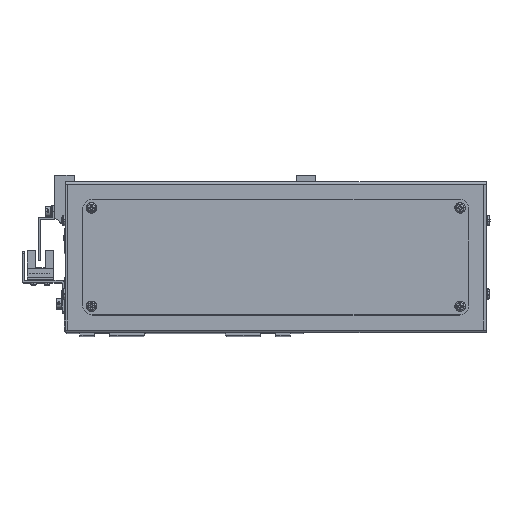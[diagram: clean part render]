
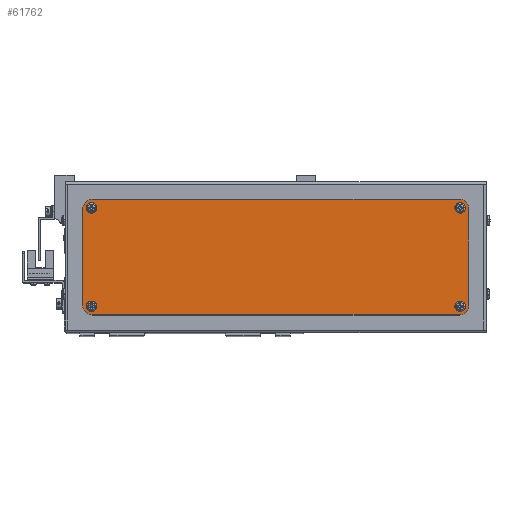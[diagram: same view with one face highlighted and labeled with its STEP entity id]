
A CAD part, top view. The second image highlights one B-rep face of the part: STEP entity #61762.
In plain terms, the highlighted planar face has unit normal (0, 0, 1).
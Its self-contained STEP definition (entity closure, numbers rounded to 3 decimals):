
#1540 = CARTESIAN_POINT ( 'NONE',  ( 97.2, 25.5, 2. ) ) ;
#2420 = DIRECTION ( 'NONE',  ( 1., 0., 0. ) ) ;
#2534 = VERTEX_POINT ( 'NONE', #13140 ) ;
#2805 = AXIS2_PLACEMENT_3D ( 'NONE', #66605, #34567, #2420 ) ;
#3048 = DIRECTION ( 'NONE',  ( 1., 0., 0. ) ) ;
#3111 = ORIENTED_EDGE ( 'NONE', *, *, #9887, .T. ) ;
#3314 = EDGE_CURVE ( 'NONE', #51920, #15865, #50126, .T. ) ;
#3674 = CARTESIAN_POINT ( 'NONE',  ( -95.5, 25.5, 2. ) ) ;
#4376 = VECTOR ( 'NONE', #47481, 1000. ) ;
#4719 = FACE_BOUND ( 'NONE', #31156, .T. ) ;
#4835 = AXIS2_PLACEMENT_3D ( 'NONE', #15773, #53264, #21227 ) ;
#5100 = DIRECTION ( 'NONE',  ( 1., 0., 0. ) ) ;
#5572 = CIRCLE ( 'NONE', #2805, 5. ) ;
#5883 = ORIENTED_EDGE ( 'NONE', *, *, #27831, .F. ) ;
#6421 = FACE_BOUND ( 'NONE', #53536, .T. ) ;
#6596 = CIRCLE ( 'NONE', #20051, 1.7 ) ;
#7368 = VECTOR ( 'NONE', #41609, 1000. ) ;
#7630 = VERTEX_POINT ( 'NONE', #65348 ) ;
#7783 = CIRCLE ( 'NONE', #4835, 1.7 ) ;
#8199 = VERTEX_POINT ( 'NONE', #40776 ) ;
#8201 = CIRCLE ( 'NONE', #62003, 5. ) ;
#8364 = ORIENTED_EDGE ( 'NONE', *, *, #64023, .F. ) ;
#8602 = ORIENTED_EDGE ( 'NONE', *, *, #62474, .F. ) ;
#8928 = CARTESIAN_POINT ( 'NONE',  ( 95.5, 25.5, 2. ) ) ;
#9091 = DIRECTION ( 'NONE',  ( 1., 0., 0. ) ) ;
#9172 = CARTESIAN_POINT ( 'NONE',  ( -95.5, 25.5, 2. ) ) ;
#9534 = CARTESIAN_POINT ( 'NONE',  ( -100., -25., 2. ) ) ;
#9790 = CARTESIAN_POINT ( 'NONE',  ( 100., 25., 2. ) ) ;
#9887 = EDGE_CURVE ( 'NONE', #20463, #51920, #5572, .T. ) ;
#10002 = CARTESIAN_POINT ( 'NONE',  ( 95., -30., 2. ) ) ;
#10883 = AXIS2_PLACEMENT_3D ( 'NONE', #12633, #50162, #18058 ) ;
#10949 = AXIS2_PLACEMENT_3D ( 'NONE', #29085, #66495, #34458 ) ;
#11193 = CIRCLE ( 'NONE', #10949, 5. ) ;
#11972 = ORIENTED_EDGE ( 'NONE', *, *, #31301, .T. ) ;
#12413 = VECTOR ( 'NONE', #15377, 1000. ) ;
#12633 = CARTESIAN_POINT ( 'NONE',  ( 95., 25., 2. ) ) ;
#12950 = AXIS2_PLACEMENT_3D ( 'NONE', #50715, #18631, #56085 ) ;
#13140 = CARTESIAN_POINT ( 'NONE',  ( -93.8, -25.5, 2. ) ) ;
#14285 = DIRECTION ( 'NONE',  ( 1., 0., 0. ) ) ;
#14518 = DIRECTION ( 'NONE',  ( 1., 0., 0. ) ) ;
#15200 = EDGE_CURVE ( 'NONE', #7630, #32631, #7783, .T. ) ;
#15377 = DIRECTION ( 'NONE',  ( -1., 0., 0. ) ) ;
#15687 = CARTESIAN_POINT ( 'NONE',  ( -97.2, -25.5, 2. ) ) ;
#15773 = CARTESIAN_POINT ( 'NONE',  ( 95.5, -25.5, 2. ) ) ;
#15865 = VERTEX_POINT ( 'NONE', #54586 ) ;
#17379 = AXIS2_PLACEMENT_3D ( 'NONE', #8928, #46416, #14285 ) ;
#18058 = DIRECTION ( 'NONE',  ( 1., 0., 0. ) ) ;
#18284 = EDGE_CURVE ( 'NONE', #15865, #64613, #8201, .T. ) ;
#18631 = DIRECTION ( 'NONE',  ( 0., 0., 1. ) ) ;
#19842 = EDGE_CURVE ( 'NONE', #60797, #36467, #24791, .T. ) ;
#20051 = AXIS2_PLACEMENT_3D ( 'NONE', #9172, #46645, #14518 ) ;
#20122 = AXIS2_PLACEMENT_3D ( 'NONE', #3674, #41162, #9091 ) ;
#20463 = VERTEX_POINT ( 'NONE', #38530 ) ;
#20476 = ORIENTED_EDGE ( 'NONE', *, *, #18284, .T. ) ;
#20576 = CARTESIAN_POINT ( 'NONE',  ( 93.8, 25.5, 2. ) ) ;
#20736 = ORIENTED_EDGE ( 'NONE', *, *, #56233, .F. ) ;
#20880 = ORIENTED_EDGE ( 'NONE', *, *, #63945, .F. ) ;
#21227 = DIRECTION ( 'NONE',  ( 1., 0., 0. ) ) ;
#23359 = DIRECTION ( 'NONE',  ( 0., 0., 1. ) ) ;
#24006 = CARTESIAN_POINT ( 'NONE',  ( -95., -30., 2. ) ) ;
#24057 = CARTESIAN_POINT ( 'NONE',  ( 100., -25., 2. ) ) ;
#24791 = CIRCLE ( 'NONE', #10883, 5. ) ;
#24793 = EDGE_CURVE ( 'NONE', #52474, #49817, #11193, .T. ) ;
#26722 = LINE ( 'NONE', #42090, #12413 ) ;
#27420 = VERTEX_POINT ( 'NONE', #15687 ) ;
#27831 = EDGE_CURVE ( 'NONE', #46018, #8199, #29524, .T. ) ;
#27931 = VERTEX_POINT ( 'NONE', #20576 ) ;
#27958 = EDGE_CURVE ( 'NONE', #64613, #52474, #34624, .T. ) ;
#28941 = VECTOR ( 'NONE', #47282, 1000. ) ;
#29085 = CARTESIAN_POINT ( 'NONE',  ( 95., -25., 2. ) ) ;
#29248 = DIRECTION ( 'NONE',  ( 1., 0., 0. ) ) ;
#29524 = CIRCLE ( 'NONE', #20122, 1.7 ) ;
#30310 = CARTESIAN_POINT ( 'NONE',  ( 95.5, -25.5, 2. ) ) ;
#31156 = EDGE_LOOP ( 'NONE', ( #47037, #49294 ) ) ;
#31301 = EDGE_CURVE ( 'NONE', #36467, #20463, #26722, .T. ) ;
#32631 = VERTEX_POINT ( 'NONE', #68743 ) ;
#34458 = DIRECTION ( 'NONE',  ( 1., 0., 0. ) ) ;
#34485 = CIRCLE ( 'NONE', #35448, 1.7 ) ;
#34567 = DIRECTION ( 'NONE',  ( 0., 0., 1. ) ) ;
#34624 = LINE ( 'NONE', #10002, #4376 ) ;
#35195 = DIRECTION ( 'NONE',  ( 0., 0., 1. ) ) ;
#35448 = AXIS2_PLACEMENT_3D ( 'NONE', #67234, #35195, #3048 ) ;
#35683 = DIRECTION ( 'NONE',  ( 1., 0., 0. ) ) ;
#35975 = ORIENTED_EDGE ( 'NONE', *, *, #24793, .T. ) ;
#36043 = AXIS2_PLACEMENT_3D ( 'NONE', #30310, #67724, #35683 ) ;
#36296 = CARTESIAN_POINT ( 'NONE',  ( 95., -30., 2. ) ) ;
#36467 = VERTEX_POINT ( 'NONE', #43174 ) ;
#37237 = DIRECTION ( 'NONE',  ( 0., 0., 1. ) ) ;
#38530 = CARTESIAN_POINT ( 'NONE',  ( -95., 30., 2. ) ) ;
#39203 = CIRCLE ( 'NONE', #36043, 1.7 ) ;
#39288 = CARTESIAN_POINT ( 'NONE',  ( -95., -25., 2. ) ) ;
#39360 = AXIS2_PLACEMENT_3D ( 'NONE', #39288, #61277, #29248 ) ;
#40776 = CARTESIAN_POINT ( 'NONE',  ( -97.2, 25.5, 2. ) ) ;
#41162 = DIRECTION ( 'NONE',  ( 0., 0., 1. ) ) ;
#41303 = CIRCLE ( 'NONE', #12950, 1.7 ) ;
#41609 = DIRECTION ( 'NONE',  ( 0., -1., 0. ) ) ;
#42090 = CARTESIAN_POINT ( 'NONE',  ( -95., 30., 2. ) ) ;
#43174 = CARTESIAN_POINT ( 'NONE',  ( 95., 30., 2. ) ) ;
#43835 = CARTESIAN_POINT ( 'NONE',  ( -100., 25., 2. ) ) ;
#45286 = ORIENTED_EDGE ( 'NONE', *, *, #63082, .T. ) ;
#45809 = FACE_BOUND ( 'NONE', #49616, .T. ) ;
#46018 = VERTEX_POINT ( 'NONE', #52261 ) ;
#46355 = CIRCLE ( 'NONE', #60996, 1.7 ) ;
#46416 = DIRECTION ( 'NONE',  ( 0., 0., 1. ) ) ;
#46645 = DIRECTION ( 'NONE',  ( 0., 0., 1. ) ) ;
#47037 = ORIENTED_EDGE ( 'NONE', *, *, #48391, .F. ) ;
#47282 = DIRECTION ( 'NONE',  ( 0., 1., 0. ) ) ;
#47479 = FACE_OUTER_BOUND ( 'NONE', #48519, .T. ) ;
#47481 = DIRECTION ( 'NONE',  ( 1., 0., 0. ) ) ;
#48391 = EDGE_CURVE ( 'NONE', #32631, #7630, #39203, .T. ) ;
#48519 = EDGE_LOOP ( 'NONE', ( #20476, #52296, #35975, #45286, #61262, #11972, #3111, #58825 ) ) ;
#49294 = ORIENTED_EDGE ( 'NONE', *, *, #15200, .F. ) ;
#49616 = EDGE_LOOP ( 'NONE', ( #20736, #20880 ) ) ;
#49817 = VERTEX_POINT ( 'NONE', #24057 ) ;
#49949 = CIRCLE ( 'NONE', #17379, 1.7 ) ;
#50126 = LINE ( 'NONE', #9534, #7368 ) ;
#50162 = DIRECTION ( 'NONE',  ( 0., 0., 1. ) ) ;
#50526 = PLANE ( 'NONE',  #39360 ) ;
#50715 = CARTESIAN_POINT ( 'NONE',  ( 95.5, 25.5, 2. ) ) ;
#51920 = VERTEX_POINT ( 'NONE', #43835 ) ;
#52261 = CARTESIAN_POINT ( 'NONE',  ( -93.8, 25.5, 2. ) ) ;
#52296 = ORIENTED_EDGE ( 'NONE', *, *, #27958, .T. ) ;
#52474 = VERTEX_POINT ( 'NONE', #36296 ) ;
#53264 = DIRECTION ( 'NONE',  ( 0., 0., 1. ) ) ;
#53536 = EDGE_LOOP ( 'NONE', ( #56108, #5883 ) ) ;
#53661 = EDGE_CURVE ( 'NONE', #8199, #46018, #6596, .T. ) ;
#54586 = CARTESIAN_POINT ( 'NONE',  ( -100., -25., 2. ) ) ;
#55382 = CARTESIAN_POINT ( 'NONE',  ( -95.5, -25.5, 2. ) ) ;
#55690 = LINE ( 'NONE', #9790, #28941 ) ;
#56085 = DIRECTION ( 'NONE',  ( 1., 0., 0. ) ) ;
#56108 = ORIENTED_EDGE ( 'NONE', *, *, #53661, .F. ) ;
#56233 = EDGE_CURVE ( 'NONE', #27420, #2534, #34485, .T. ) ;
#57671 = CARTESIAN_POINT ( 'NONE',  ( 100., 25., 2. ) ) ;
#58825 = ORIENTED_EDGE ( 'NONE', *, *, #3314, .T. ) ;
#60087 = FACE_BOUND ( 'NONE', #60383, .T. ) ;
#60383 = EDGE_LOOP ( 'NONE', ( #8364, #8602 ) ) ;
#60797 = VERTEX_POINT ( 'NONE', #57671 ) ;
#60804 = DIRECTION ( 'NONE',  ( 1., 0., 0. ) ) ;
#60996 = AXIS2_PLACEMENT_3D ( 'NONE', #55382, #23359, #60804 ) ;
#61262 = ORIENTED_EDGE ( 'NONE', *, *, #19842, .T. ) ;
#61277 = DIRECTION ( 'NONE',  ( 0., 0., 1. ) ) ;
#61762 = ADVANCED_FACE ( 'NONE', ( #4719, #60087, #47479, #6421, #45809 ), #50526, .T. ) ;
#62003 = AXIS2_PLACEMENT_3D ( 'NONE', #69263, #37237, #5100 ) ;
#62474 = EDGE_CURVE ( 'NONE', #66407, #27931, #49949, .T. ) ;
#63082 = EDGE_CURVE ( 'NONE', #49817, #60797, #55690, .T. ) ;
#63945 = EDGE_CURVE ( 'NONE', #2534, #27420, #46355, .T. ) ;
#64023 = EDGE_CURVE ( 'NONE', #27931, #66407, #41303, .T. ) ;
#64613 = VERTEX_POINT ( 'NONE', #24006 ) ;
#65348 = CARTESIAN_POINT ( 'NONE',  ( 97.2, -25.5, 2. ) ) ;
#66407 = VERTEX_POINT ( 'NONE', #1540 ) ;
#66495 = DIRECTION ( 'NONE',  ( 0., 0., 1. ) ) ;
#66605 = CARTESIAN_POINT ( 'NONE',  ( -95., 25., 2. ) ) ;
#67234 = CARTESIAN_POINT ( 'NONE',  ( -95.5, -25.5, 2. ) ) ;
#67724 = DIRECTION ( 'NONE',  ( 0., 0., 1. ) ) ;
#68743 = CARTESIAN_POINT ( 'NONE',  ( 93.8, -25.5, 2. ) ) ;
#69263 = CARTESIAN_POINT ( 'NONE',  ( -95., -25., 2. ) ) ;
